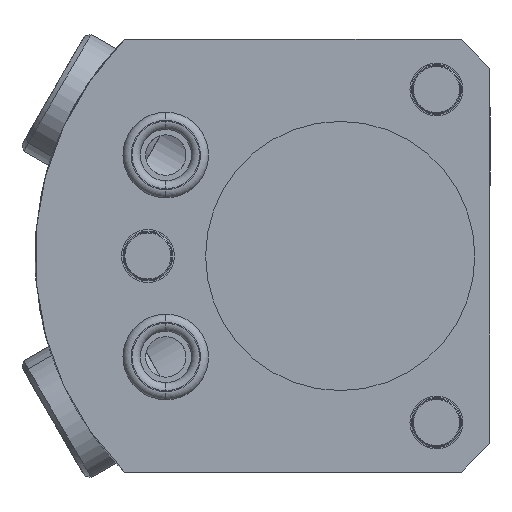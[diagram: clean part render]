
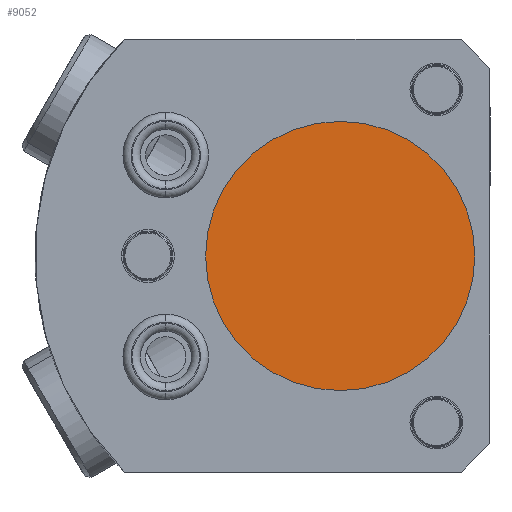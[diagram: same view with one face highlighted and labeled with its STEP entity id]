
A CAD part, front view. The second image highlights one B-rep face of the part: STEP entity #9052.
In plain terms, the highlighted planar face has unit normal (0, -1, 0).
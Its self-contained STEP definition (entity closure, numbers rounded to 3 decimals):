
#1160 = DIRECTION ( 'NONE',  ( 0., -1., 0. ) ) ;
#1184 = AXIS2_PLACEMENT_3D ( 'NONE', #1425, #1160, #14169 ) ;
#1425 = CARTESIAN_POINT ( 'NONE',  ( 0., -69., 0. ) ) ;
#2446 = EDGE_CURVE ( 'NONE', #11927, #13208, #13463, .T. ) ;
#2957 = DIRECTION ( 'NONE',  ( 0., 0., -1. ) ) ;
#3533 = PLANE ( 'NONE',  #1184 ) ;
#3952 = EDGE_CURVE ( 'NONE', #13208, #11927, #9469, .T. ) ;
#4018 = AXIS2_PLACEMENT_3D ( 'NONE', #8133, #6956, #2957 ) ;
#4164 = CARTESIAN_POINT ( 'NONE',  ( 0., -69., -14. ) ) ;
#4313 = ORIENTED_EDGE ( 'NONE', *, *, #2446, .T. ) ;
#4614 = DIRECTION ( 'NONE',  ( 0., 0., -1. ) ) ;
#6956 = DIRECTION ( 'NONE',  ( 0., -1., 0. ) ) ;
#7644 = EDGE_LOOP ( 'NONE', ( #4313, #9058 ) ) ;
#8133 = CARTESIAN_POINT ( 'NONE',  ( 0., -69., 0. ) ) ;
#9052 = ADVANCED_FACE ( 'NONE', ( #13676 ), #3533, .T. ) ;
#9058 = ORIENTED_EDGE ( 'NONE', *, *, #3952, .T. ) ;
#9469 = CIRCLE ( 'NONE', #13776, 14. ) ;
#9991 = CARTESIAN_POINT ( 'NONE',  ( 0., -69., 0. ) ) ;
#11927 = VERTEX_POINT ( 'NONE', #4164 ) ;
#12471 = DIRECTION ( 'NONE',  ( 0., -1., 0. ) ) ;
#13208 = VERTEX_POINT ( 'NONE', #15577 ) ;
#13463 = CIRCLE ( 'NONE', #4018, 14. ) ;
#13676 = FACE_OUTER_BOUND ( 'NONE', #7644, .T. ) ;
#13776 = AXIS2_PLACEMENT_3D ( 'NONE', #9991, #12471, #4614 ) ;
#14169 = DIRECTION ( 'NONE',  ( 0., 0., -1. ) ) ;
#15577 = CARTESIAN_POINT ( 'NONE',  ( 0., -69., 14. ) ) ;
